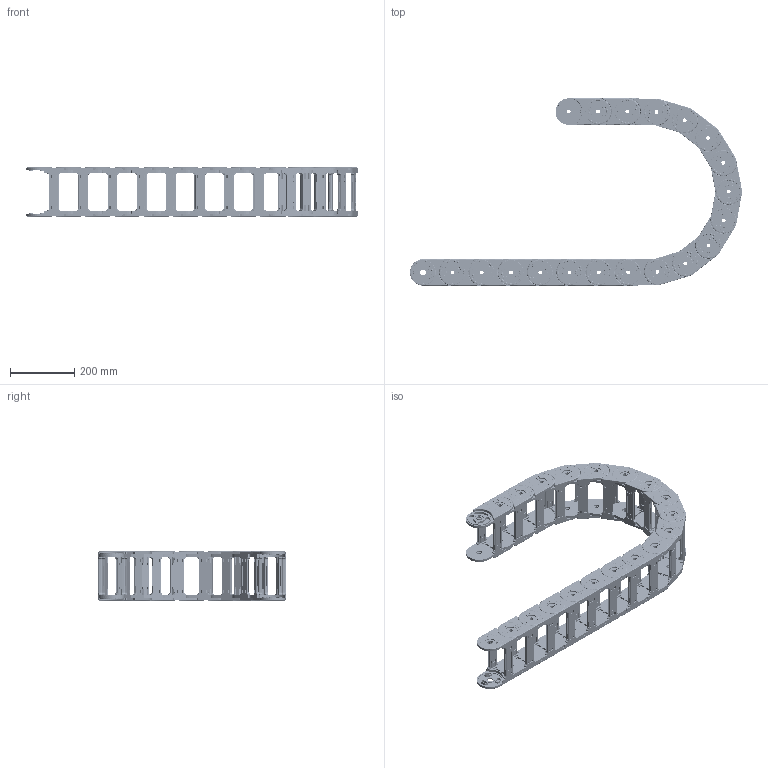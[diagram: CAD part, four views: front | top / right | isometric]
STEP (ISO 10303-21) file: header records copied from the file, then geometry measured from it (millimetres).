
FILE_DESCRIPTION (( 'STEP AP214' ), '1' );
FILE_NAME ('CK60-A120-R250.STEP', '2019-09-06T09:19:49', ( '' ), ( '' ), 'SwSTEP 2.0', 'SolidWorks 2017', '' );
FILE_SCHEMA (( 'AUTOMOTIVE_DESIGN' ));
Length unit declared in the file: millimetre
Products named in the file (2): CK60-A120-R250; CK60-A120
Assembly tree (19 placements, depth 2):
  CK60-A120-R250
    CK60-A120  x19
Bounding box: 1032.02 x 582.03 x 152.56 mm (x, y, z)
Volume: 4529814.7 mm3; surface area: 2313710.5 mm2
Topology: 76 solids, 76 shells, 18240 faces, 47120 edges, 30400 vertices
Faces by surface type: plane 7752, cylinder 5586, bspline 3914, torus 684, sphere 304
Entity records: 38819 total; most frequent: CARTESIAN_POINT 16902, ORIENTED_EDGE 4936, DIRECTION 4032, EDGE_CURVE 2468, VERTEX_POINT 1600, AXIS2_PLACEMENT_3D 1350, VECTOR 1332, LINE 1332
